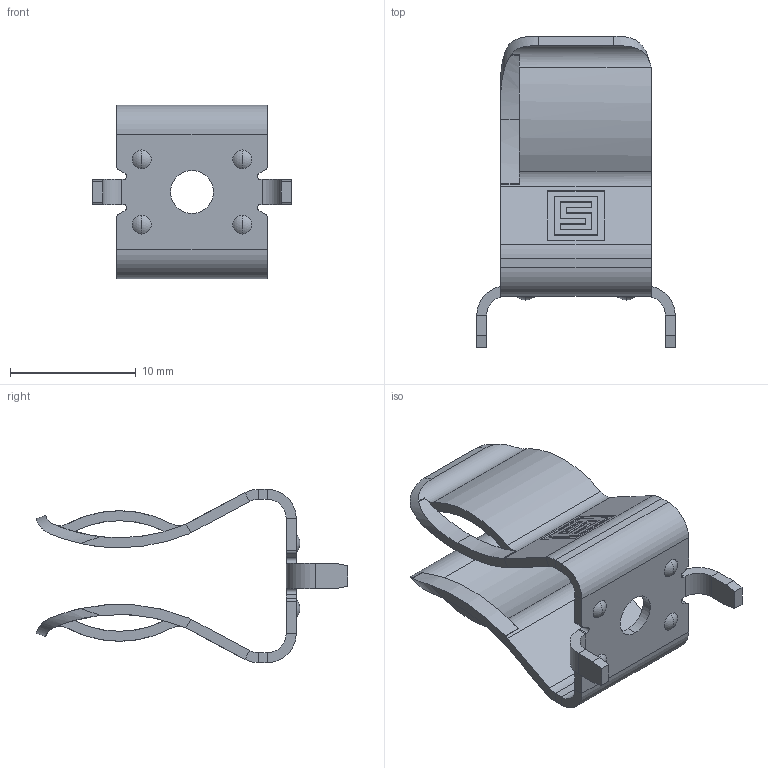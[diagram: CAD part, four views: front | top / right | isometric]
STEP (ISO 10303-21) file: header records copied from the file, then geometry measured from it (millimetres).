
FILE_DESCRIPTION (( 'STEP AP214' ), '1' );
FILE_NAME ('CSO_THT.STEP', '2014-12-05T12:40:06', ( '' ), ( '' ), 'SwSTEP 2.0', 'SolidWorks 2012', '' );
FILE_SCHEMA (( 'AUTOMOTIVE_DESIGN' ));
Length unit declared in the file: millimetre
Products named in the file (1): CSO_THT
Bounding box: 15.8 x 24.82 x 13.8 mm (x, y, z)
Volume: 520.2 mm3; surface area: 1473.9 mm2
Topology: 1 solids, 1 shells, 212 faces, 537 edges, 338 vertices
Faces by surface type: plane 107, cylinder 50, bspline 39, sphere 16
Entity records: 8145 total; most frequent: CARTESIAN_POINT 3203, ORIENTED_EDGE 1074, DIRECTION 921, EDGE_CURVE 537, VERTEX_POINT 338, VECTOR 309, LINE 309, AXIS2_PLACEMENT_3D 306
